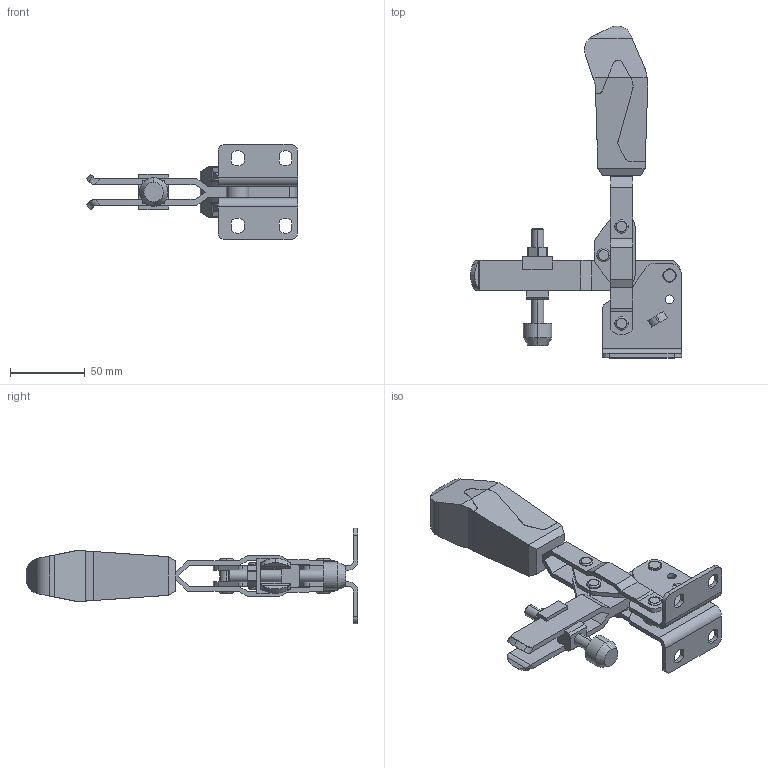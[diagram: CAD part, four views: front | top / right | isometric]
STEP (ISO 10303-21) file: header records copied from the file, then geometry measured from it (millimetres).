
FILE_DESCRIPTION(('STEP AP214'),'1');
FILE_NAME('HALDERN_EH_23330_0505.stp','2019-11-14T12:13:37',('TraceParts'),('TraceParts S.A.'),'Spatial InterOp 3D',' ',' ');
FILE_SCHEMA(('AUTOMOTIVE_DESIGN { 1 0 10303 214 1 1 1 1 }'));
Length unit declared in the file: millimetre
Products named in the file (1): HALDERN_EH_23330_0505_1
Bounding box: 140.86 x 221.5 x 64 mm (x, y, z)
Volume: 169671.1 mm3; surface area: 63568.2 mm2
Topology: 7 solids, 8 shells, 391 faces, 1018 edges, 666 vertices
Faces by surface type: plane 194, cylinder 157, bspline 20, cone 20
Entity records: 15589 total; most frequent: CARTESIAN_POINT 2738, ORIENTED_EDGE 2036, DIRECTION 1988, EDGE_CURVE 1018, AXIS2_PLACEMENT_3D 686, VERTEX_POINT 666, LINE 616, VECTOR 616
